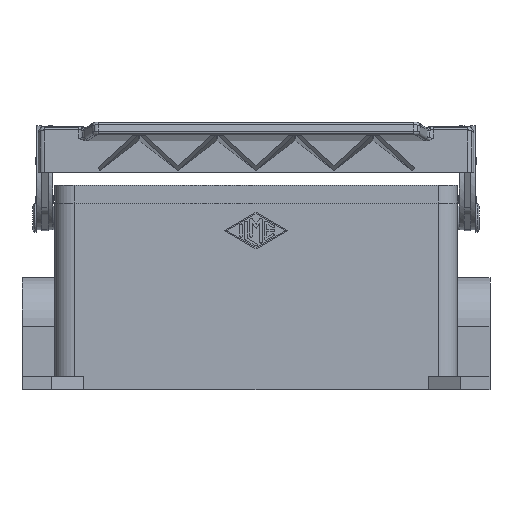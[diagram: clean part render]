
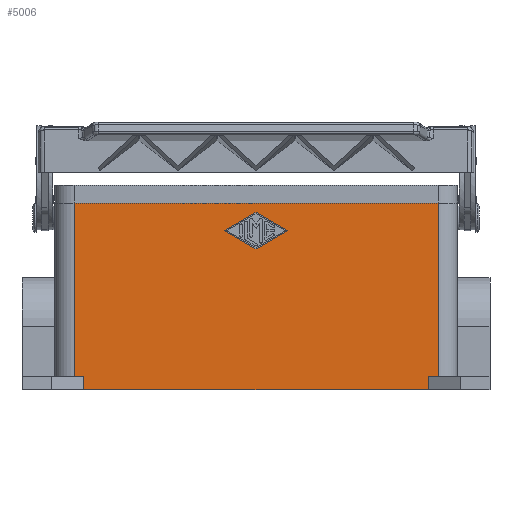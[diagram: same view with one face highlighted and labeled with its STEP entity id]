
A CAD part, front view. The second image highlights one B-rep face of the part: STEP entity #5006.
In plain terms, the highlighted planar face has unit normal (0, -1, 0).
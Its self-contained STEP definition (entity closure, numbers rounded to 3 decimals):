
#4164=CARTESIAN_POINT('',(-9.75,-21.75,15.));
#4165=VERTEX_POINT('',#4164);
#4172=CARTESIAN_POINT('',(0.,-21.75,9.375));
#4173=VERTEX_POINT('',#4172);
#4174=CARTESIAN_POINT('',(0.,-21.75,9.375));
#4175=DIRECTION('',(-0.866,0.0,0.5));
#4176=VECTOR('',#4175,11.256);
#4177=LINE('',#4174,#4176);
#4178=EDGE_CURVE('',#4173,#4165,#4177,.T.);
#4203=CARTESIAN_POINT('',(9.75,-21.75,15.));
#4204=VERTEX_POINT('',#4203);
#4205=CARTESIAN_POINT('',(9.75,-21.75,15.));
#4206=DIRECTION('',(-0.866,0.0,-0.5));
#4207=VECTOR('',#4206,11.256);
#4208=LINE('',#4205,#4207);
#4209=EDGE_CURVE('',#4204,#4173,#4208,.T.);
#4234=CARTESIAN_POINT('',(0.,-21.75,20.625));
#4235=VERTEX_POINT('',#4234);
#4236=CARTESIAN_POINT('',(0.,-21.75,20.625));
#4237=DIRECTION('',(0.866,0.0,-0.5));
#4238=VECTOR('',#4237,11.256);
#4239=LINE('',#4236,#4238);
#4240=EDGE_CURVE('',#4235,#4204,#4239,.T.);
#4263=CARTESIAN_POINT('',(-9.75,-21.75,15.));
#4264=DIRECTION('',(0.866,0.0,0.5));
#4265=VECTOR('',#4264,11.256);
#4266=LINE('',#4263,#4265);
#4267=EDGE_CURVE('',#4165,#4235,#4266,.T.);
#4929=CARTESIAN_POINT('',(53.0,-21.75,-34.0));
#4930=DIRECTION('',(0.0,-1.0,0.0));
#4931=DIRECTION('',(0.0,0.0,-1.0));
#4932=AXIS2_PLACEMENT_3D('',#4929,#4930,#4931);
#4933=PLANE('',#4932);
#4934=CARTESIAN_POINT('',(-53.0,-21.75,-34.0));
#4935=VERTEX_POINT('',#4934);
#4936=CARTESIAN_POINT('',(-53.0,-21.75,-30.));
#4937=VERTEX_POINT('',#4936);
#4938=CARTESIAN_POINT('',(-53.0,-21.75,-34.0));
#4939=DIRECTION('',(0.0,0.0,1.0));
#4940=VECTOR('',#4939,4.);
#4941=LINE('',#4938,#4940);
#4942=EDGE_CURVE('',#4935,#4937,#4941,.T.);
#4943=ORIENTED_EDGE('',*,*,#4942,.F.);
#4944=CARTESIAN_POINT('',(53.0,-21.75,-34.0));
#4945=VERTEX_POINT('',#4944);
#4946=CARTESIAN_POINT('',(53.0,-21.75,-34.0));
#4947=DIRECTION('',(-1.0,0.0,0.0));
#4948=VECTOR('',#4947,106.0);
#4949=LINE('',#4946,#4948);
#4950=EDGE_CURVE('',#4945,#4935,#4949,.T.);
#4951=ORIENTED_EDGE('',*,*,#4950,.F.);
#4952=CARTESIAN_POINT('',(53.0,-21.75,-30.));
#4953=VERTEX_POINT('',#4952);
#4954=CARTESIAN_POINT('',(53.0,-21.75,-34.0));
#4955=DIRECTION('',(0.0,0.0,1.0));
#4956=VECTOR('',#4955,4.);
#4957=LINE('',#4954,#4956);
#4958=EDGE_CURVE('',#4945,#4953,#4957,.T.);
#4959=ORIENTED_EDGE('',*,*,#4958,.T.);
#4960=CARTESIAN_POINT('',(56.0,-21.75,-30.));
#4961=VERTEX_POINT('',#4960);
#4962=CARTESIAN_POINT('',(56.0,-21.75,-30.));
#4963=DIRECTION('',(-1.0,0.0,0.0));
#4964=VECTOR('',#4963,3.0);
#4965=LINE('',#4962,#4964);
#4966=EDGE_CURVE('',#4961,#4953,#4965,.T.);
#4967=ORIENTED_EDGE('',*,*,#4966,.F.);
#4968=CARTESIAN_POINT('',(56.0,-21.75,23.5));
#4969=VERTEX_POINT('',#4968);
#4970=CARTESIAN_POINT('',(56.0,-21.75,-30.));
#4971=DIRECTION('',(0.0,0.0,1.0));
#4972=VECTOR('',#4971,53.5);
#4973=LINE('',#4970,#4972);
#4974=EDGE_CURVE('',#4961,#4969,#4973,.T.);
#4975=ORIENTED_EDGE('',*,*,#4974,.T.);
#4976=CARTESIAN_POINT('',(-56.0,-21.75,23.5));
#4977=VERTEX_POINT('',#4976);
#4978=CARTESIAN_POINT('',(56.0,-21.75,23.5));
#4979=DIRECTION('',(-1.0,0.0,0.0));
#4980=VECTOR('',#4979,112.0);
#4981=LINE('',#4978,#4980);
#4982=EDGE_CURVE('',#4969,#4977,#4981,.T.);
#4983=ORIENTED_EDGE('',*,*,#4982,.T.);
#4984=CARTESIAN_POINT('',(-56.0,-21.75,-30.));
#4985=VERTEX_POINT('',#4984);
#4986=CARTESIAN_POINT('',(-56.0,-21.75,-30.));
#4987=DIRECTION('',(0.0,0.0,1.0));
#4988=VECTOR('',#4987,53.5);
#4989=LINE('',#4986,#4988);
#4990=EDGE_CURVE('',#4985,#4977,#4989,.T.);
#4991=ORIENTED_EDGE('',*,*,#4990,.F.);
#4992=CARTESIAN_POINT('',(-53.0,-21.75,-30.));
#4993=DIRECTION('',(-1.0,0.0,0.0));
#4994=VECTOR('',#4993,3.0);
#4995=LINE('',#4992,#4994);
#4996=EDGE_CURVE('',#4937,#4985,#4995,.T.);
#4997=ORIENTED_EDGE('',*,*,#4996,.F.);
#4998=EDGE_LOOP('',(#4943,#4951,#4959,#4967,#4975,#4983,#4991,#4997));
#4999=FACE_OUTER_BOUND('',#4998,.T.);
#5000=ORIENTED_EDGE('',*,*,#4178,.T.);
#5001=ORIENTED_EDGE('',*,*,#4267,.T.);
#5002=ORIENTED_EDGE('',*,*,#4240,.T.);
#5003=ORIENTED_EDGE('',*,*,#4209,.T.);
#5004=EDGE_LOOP('',(#5000,#5001,#5002,#5003));
#5005=FACE_BOUND('',#5004,.T.);
#5006=ADVANCED_FACE('',(#4999,#5005),#4933,.T.);
